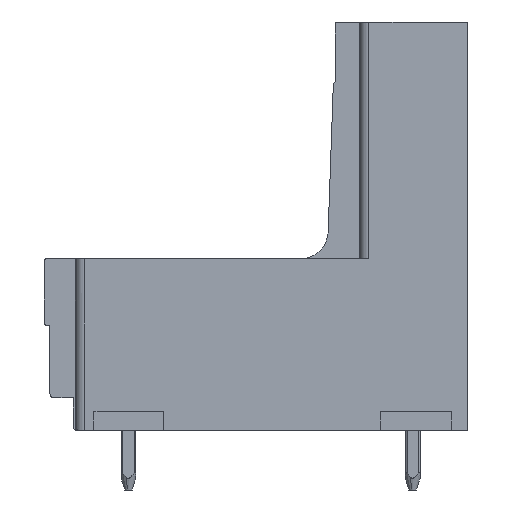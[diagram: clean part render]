
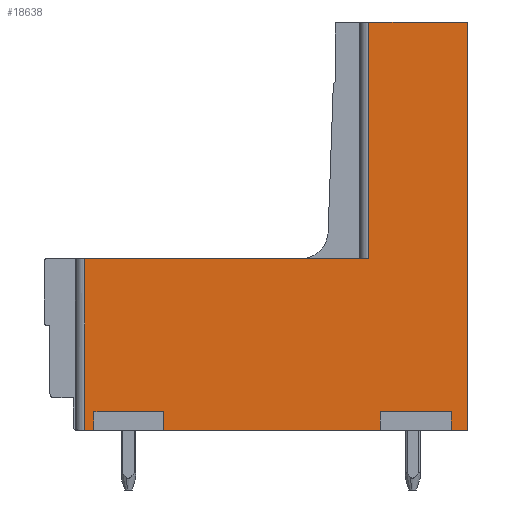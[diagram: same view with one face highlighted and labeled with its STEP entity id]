
A CAD part, left-side view. The second image highlights one B-rep face of the part: STEP entity #18638.
In plain terms, the highlighted planar face has unit normal (-1, 0, 0).
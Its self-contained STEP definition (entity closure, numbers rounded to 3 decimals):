
#18577=AXIS2_PLACEMENT_3D('Plane Axis2P3D',#18574,#18575,#18576) ;
#194=CARTESIAN_POINT('Vertex',(0.,0.,3.2)) ;
#197=CARTESIAN_POINT('Line Origine',(0.,0.435,3.2)) ;
#201=CARTESIAN_POINT('Vertex',(0.,0.87,3.2)) ;
#250=CARTESIAN_POINT('Vertex',(0.,4.69,3.2)) ;
#253=CARTESIAN_POINT('Line Origine',(0.,10.495,3.2)) ;
#257=CARTESIAN_POINT('Vertex',(0.,16.3,3.2)) ;
#278=CARTESIAN_POINT('Vertex',(0.,20.04,3.2)) ;
#281=CARTESIAN_POINT('Line Origine',(0.,20.29,3.2)) ;
#285=CARTESIAN_POINT('Vertex',(0.,20.54,3.2)) ;
#15972=CARTESIAN_POINT('Vertex',(0.,5.3,25.1)) ;
#15975=CARTESIAN_POINT('Line Origine',(0.,2.65,25.1)) ;
#15979=CARTESIAN_POINT('Vertex',(0.,0.,25.1)) ;
#18122=CARTESIAN_POINT('Line Origine',(0.,0.,14.15)) ;
#18494=CARTESIAN_POINT('Line Origine',(0.,20.54,14.15)) ;
#18498=CARTESIAN_POINT('Vertex',(0.,20.54,12.4)) ;
#18559=CARTESIAN_POINT('Vertex',(0.,5.3,12.4)) ;
#18562=CARTESIAN_POINT('Line Origine',(0.,5.3,14.15)) ;
#18574=CARTESIAN_POINT('Axis2P3D Location',(0.,0.,0.)) ;
#18579=CARTESIAN_POINT('Line Origine',(0.,12.92,12.4)) ;
#18584=CARTESIAN_POINT('Line Origine',(0.,20.04,3.7)) ;
#18588=CARTESIAN_POINT('Vertex',(0.,20.04,4.2)) ;
#18591=CARTESIAN_POINT('Line Origine',(0.,18.17,4.2)) ;
#18595=CARTESIAN_POINT('Vertex',(0.,16.3,4.2)) ;
#18598=CARTESIAN_POINT('Line Origine',(0.,16.3,3.7)) ;
#18603=CARTESIAN_POINT('Line Origine',(0.,4.69,3.7)) ;
#18607=CARTESIAN_POINT('Vertex',(0.,4.69,4.2)) ;
#18610=CARTESIAN_POINT('Line Origine',(0.,2.78,4.2)) ;
#18614=CARTESIAN_POINT('Vertex',(0.,0.87,4.2)) ;
#18617=CARTESIAN_POINT('Line Origine',(0.,0.87,3.7)) ;
#198=DIRECTION('Vector Direction',(0.,1.,0.)) ;
#254=DIRECTION('Vector Direction',(0.,1.,0.)) ;
#282=DIRECTION('Vector Direction',(0.,1.,0.)) ;
#15976=DIRECTION('Vector Direction',(0.,-1.,0.)) ;
#18123=DIRECTION('Vector Direction',(0.,0.,-1.)) ;
#18495=DIRECTION('Vector Direction',(0.,0.,1.)) ;
#18563=DIRECTION('Vector Direction',(0.,0.,1.)) ;
#18575=DIRECTION('Axis2P3D Direction',(-1.,0.,0.)) ;
#18576=DIRECTION('Axis2P3D XDirection',(0.,0.,1.)) ;
#18580=DIRECTION('Vector Direction',(0.,-1.,0.)) ;
#18585=DIRECTION('Vector Direction',(0.,0.,-1.)) ;
#18592=DIRECTION('Vector Direction',(0.,-1.,0.)) ;
#18599=DIRECTION('Vector Direction',(0.,0.,1.)) ;
#18604=DIRECTION('Vector Direction',(0.,0.,-1.)) ;
#18611=DIRECTION('Vector Direction',(0.,-1.,0.)) ;
#18618=DIRECTION('Vector Direction',(0.,0.,1.)) ;
#199=VECTOR('Line Direction',#198,1.) ;
#255=VECTOR('Line Direction',#254,1.) ;
#283=VECTOR('Line Direction',#282,1.) ;
#15977=VECTOR('Line Direction',#15976,1.) ;
#18124=VECTOR('Line Direction',#18123,1.) ;
#18496=VECTOR('Line Direction',#18495,1.) ;
#18564=VECTOR('Line Direction',#18563,1.) ;
#18581=VECTOR('Line Direction',#18580,1.) ;
#18586=VECTOR('Line Direction',#18585,1.) ;
#18593=VECTOR('Line Direction',#18592,1.) ;
#18600=VECTOR('Line Direction',#18599,1.) ;
#18605=VECTOR('Line Direction',#18604,1.) ;
#18612=VECTOR('Line Direction',#18611,1.) ;
#18619=VECTOR('Line Direction',#18618,1.) ;
#18623=ORIENTED_EDGE('',*,*,#18583,.F.) ;
#18624=ORIENTED_EDGE('',*,*,#18500,.T.) ;
#18625=ORIENTED_EDGE('',*,*,#287,.T.) ;
#18626=ORIENTED_EDGE('',*,*,#18590,.T.) ;
#18627=ORIENTED_EDGE('',*,*,#18597,.T.) ;
#18628=ORIENTED_EDGE('',*,*,#18602,.T.) ;
#18629=ORIENTED_EDGE('',*,*,#259,.T.) ;
#18630=ORIENTED_EDGE('',*,*,#18609,.T.) ;
#18631=ORIENTED_EDGE('',*,*,#18616,.T.) ;
#18632=ORIENTED_EDGE('',*,*,#18621,.T.) ;
#18633=ORIENTED_EDGE('',*,*,#203,.T.) ;
#18634=ORIENTED_EDGE('',*,*,#18126,.T.) ;
#18635=ORIENTED_EDGE('',*,*,#15981,.T.) ;
#18636=ORIENTED_EDGE('',*,*,#18566,.T.) ;
#18638=ADVANCED_FACE('HOUSING',(#18637),#18578,.T.) ;
#203=EDGE_CURVE('',#202,#195,#200,.F.) ;
#259=EDGE_CURVE('',#258,#251,#256,.F.) ;
#287=EDGE_CURVE('',#286,#279,#284,.F.) ;
#15981=EDGE_CURVE('',#15980,#15973,#15978,.F.) ;
#18126=EDGE_CURVE('',#195,#15980,#18125,.F.) ;
#18500=EDGE_CURVE('',#18499,#286,#18497,.F.) ;
#18566=EDGE_CURVE('',#15973,#18560,#18565,.F.) ;
#18583=EDGE_CURVE('',#18499,#18560,#18582,.T.) ;
#18590=EDGE_CURVE('',#279,#18589,#18587,.F.) ;
#18597=EDGE_CURVE('',#18589,#18596,#18594,.T.) ;
#18602=EDGE_CURVE('',#18596,#258,#18601,.F.) ;
#18609=EDGE_CURVE('',#251,#18608,#18606,.F.) ;
#18616=EDGE_CURVE('',#18608,#18615,#18613,.T.) ;
#18621=EDGE_CURVE('',#18615,#202,#18620,.F.) ;
#18622=EDGE_LOOP('',(#18623,#18624,#18625,#18626,#18627,#18628,#18629,#18630,#18631,#18632,#18633,#18634,#18635,#18636)) ;
#18637=FACE_OUTER_BOUND('',#18622,.T.) ;
#200=LINE('Line',#197,#199) ;
#256=LINE('Line',#253,#255) ;
#284=LINE('Line',#281,#283) ;
#15978=LINE('Line',#15975,#15977) ;
#18125=LINE('Line',#18122,#18124) ;
#18497=LINE('Line',#18494,#18496) ;
#18565=LINE('Line',#18562,#18564) ;
#18582=LINE('Line',#18579,#18581) ;
#18587=LINE('Line',#18584,#18586) ;
#18594=LINE('Line',#18591,#18593) ;
#18601=LINE('Line',#18598,#18600) ;
#18606=LINE('Line',#18603,#18605) ;
#18613=LINE('Line',#18610,#18612) ;
#18620=LINE('Line',#18617,#18619) ;
#18578=PLANE('',#18577) ;
#195=VERTEX_POINT('',#194) ;
#202=VERTEX_POINT('',#201) ;
#251=VERTEX_POINT('',#250) ;
#258=VERTEX_POINT('',#257) ;
#279=VERTEX_POINT('',#278) ;
#286=VERTEX_POINT('',#285) ;
#15973=VERTEX_POINT('',#15972) ;
#15980=VERTEX_POINT('',#15979) ;
#18499=VERTEX_POINT('',#18498) ;
#18560=VERTEX_POINT('',#18559) ;
#18589=VERTEX_POINT('',#18588) ;
#18596=VERTEX_POINT('',#18595) ;
#18608=VERTEX_POINT('',#18607) ;
#18615=VERTEX_POINT('',#18614) ;
